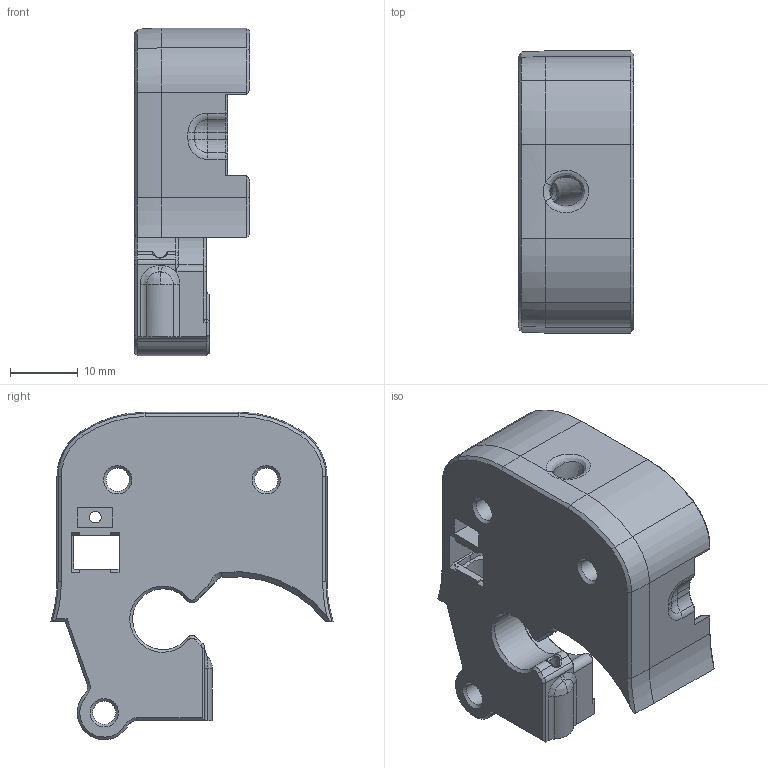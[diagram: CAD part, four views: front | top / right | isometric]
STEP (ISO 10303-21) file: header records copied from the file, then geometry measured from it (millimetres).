
FILE_DESCRIPTION(/* description */ (''),/* implementation_level */ '2;1');
FILE_NAME(/* name */ 'Mid_Body - only after.stp',/* time_stamp */ '2021-09-22T12:05:50-03:00',/* author */ ('Diego.labarca'),/* organization */ (''),/* preprocessor_version */ 'ST-DEVELOPER v18.1',/* originating_system */ 'Autodesk Inventor 2021',/* authorisation */ '');
FILE_SCHEMA (('AUTOMOTIVE_DESIGN { 1 0 10303 214 3 1 1 }'));
Length unit declared in the file: millimetre
Products named in the file (1): Mid_Body - only after
Bounding box: 17.05 x 41.78 x 48.5 mm (x, y, z)
Volume: 9018.1 mm3; surface area: 9241.2 mm2
Topology: 1 solids, 1 shells, 574 faces, 1559 edges, 978 vertices
Faces by surface type: plane 176, cylinder 139, cone 138, bspline 85, torus 26, sphere 10
Full cylindrical faces by diameter (mm): 1.7 x1, 2 x3, 3.4 x3, 4 x1, 4.3 x1, 4.5 x1, 5.5 x1
Entity records: 24974 total; most frequent: CARTESIAN_POINT 10987, ORIENTED_EDGE 3106, DIRECTION 2771, EDGE_CURVE 1553, AXIS2_PLACEMENT_3D 1057, VERTEX_POINT 970, LINE 657, VECTOR 657
